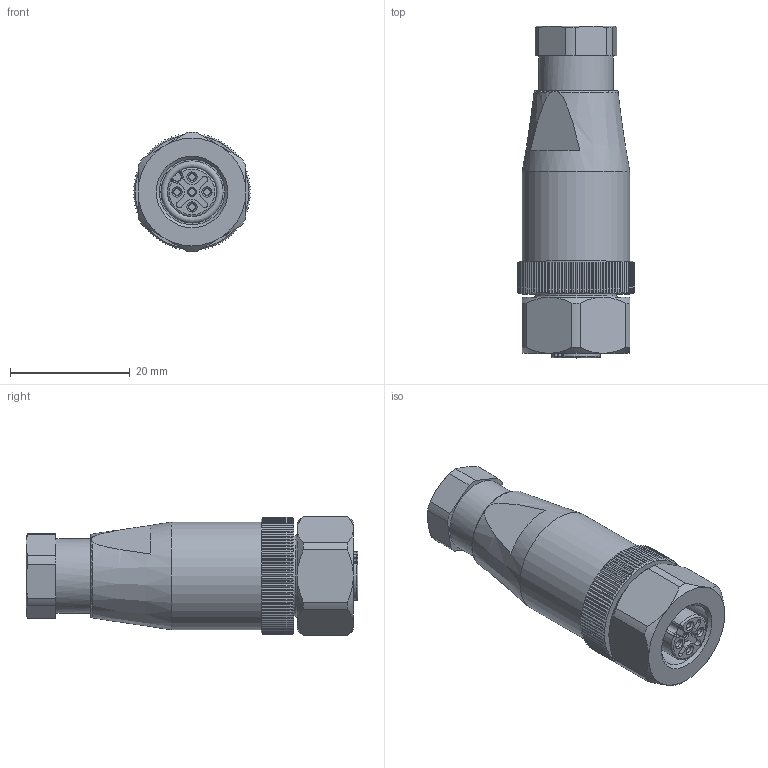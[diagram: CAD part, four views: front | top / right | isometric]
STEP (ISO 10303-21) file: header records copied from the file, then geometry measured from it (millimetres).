
FILE_DESCRIPTION(/* description */ (''),/* implementation_level */ '2;1');
FILE_NAME(/* name */ 'WAKCE5K.stp',/* time_stamp */ '2016-12-09T09:42:14+01:00',/* author */ (''),/* organization */ (''),/* preprocessor_version */ 'ST-DEVELOPER v16',/* originating_system */ 'SIEMENS PLM Software NX 10.0',/* authorisation */ '');
FILE_SCHEMA (('AUTOMOTIVE_DESIGN { 1 0 10303 214 3 1 1 1 }'));
Length unit declared in the file: millimetre
Products named in the file (1): cerl14C80EE2odv9
Bounding box: 19.59 x 55.5 x 19.99 mm (x, y, z)
Volume: 11905.2 mm3; surface area: 4295.4 mm2
Topology: 1 solids, 1 shells, 414 faces, 1173 edges, 774 vertices
Faces by surface type: plane 243, cylinder 136, cone 26, torus 6, sphere 3
Full cylindrical faces by diameter (mm): 1.1 x5, 10.95 x1, 12.5 x1, 13.5 x1, 18 x1, 19 x1
Entity records: 13582 total; most frequent: CARTESIAN_POINT 3155, ORIENTED_EDGE 2282, DIRECTION 2036, EDGE_CURVE 1141, VERTEX_POINT 764, AXIS2_PLACEMENT_3D 727, LINE 582, VECTOR 582
